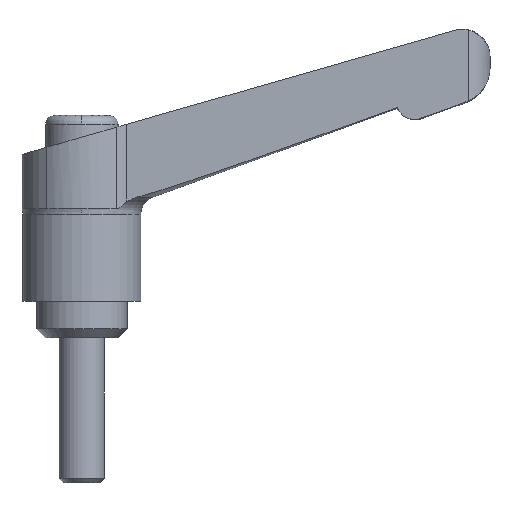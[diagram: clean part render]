
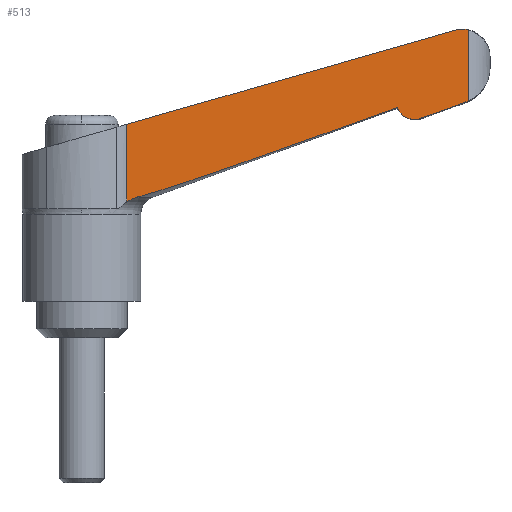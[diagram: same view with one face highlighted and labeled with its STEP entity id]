
A CAD part, top view. The second image highlights one B-rep face of the part: STEP entity #513.
In plain terms, the highlighted planar face has unit normal (0.035, 0, 0.999).
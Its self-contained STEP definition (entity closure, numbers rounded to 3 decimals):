
#265 = EDGE_CURVE( '', #353, #499, #752, .T. );
#287 = EDGE_CURVE( '', #485, #517, #775, .T. );
#353 = VERTEX_POINT( '', #846 );
#485 = VERTEX_POINT( '', #992 );
#499 = VERTEX_POINT( '', #1007 );
#513 = ADVANCED_FACE( '', ( #1022 ), #1023, .F. );
#517 = VERTEX_POINT( '', #1027 );
#521 = VERTEX_POINT( '', #1031 );
#525 = EDGE_CURVE( '', #689, #565, #1035, .T. );
#545 = EDGE_CURVE( '', #353, #517, #1058, .T. );
#555 = EDGE_CURVE( '', #699, #589, #1070, .T. );
#565 = VERTEX_POINT( '', #1081 );
#589 = VERTEX_POINT( '', #1111 );
#631 = EDGE_CURVE( '', #521, #499, #1154, .T. );
#683 = EDGE_CURVE( '', #589, #521, #1214, .T. );
#689 = VERTEX_POINT( '', #1220 );
#699 = VERTEX_POINT( '', #1230 );
#707 = EDGE_CURVE( '', #485, #689, #1238, .T. );
#727 = EDGE_CURVE( '', #565, #699, #1262, .T. );
#752 = LINE( '', #1279, #1280 );
#775 = LINE( '', #1321, #1322 );
#846 = CARTESIAN_POINT( '', ( 41.52, 34.002, 3.701 ) );
#992 = CARTESIAN_POINT( '', ( 42.611, 26.098, 3.662 ) );
#1007 = CARTESIAN_POINT( '', ( 4.96, 23.518, 4.977 ) );
#1022 = FACE_OUTER_BOUND( '', #1702, .T. );
#1023 = PLANE( '', #1703 );
#1027 = CARTESIAN_POINT( '', ( 42.611, 33.919, 3.662 ) );
#1031 = CARTESIAN_POINT( '', ( 4.96, 14.953, 4.977 ) );
#1035 = ( B_SPLINE_CURVE( 2, ( #1720, #1721, #1722 ), .UNSPECIFIED., .F., .F. )B_SPLINE_CURVE_WITH_KNOTS( ( 3, 3 ), ( 0., 5.151 ), .UNSPECIFIED. )RATIONAL_B_SPLINE_CURVE( ( 1., 1.002, 1. ) )BOUNDED_CURVE(  )REPRESENTATION_ITEM( '' )GEOMETRIC_REPRESENTATION_ITEM(  )CURVE(  ) );
#1058 = B_SPLINE_CURVE_WITH_KNOTS( '', 3, ( #1757, #1758, #1759, #1760, #1761, #1762, #1763, #1764, #1765, #1766 ), .UNSPECIFIED., .F., .F., ( 4, 2, 2, 2, 4 ), ( 12.59, 12.819, 13.381, 13.941, 14.115 ), .UNSPECIFIED. );
#1070 = ( B_SPLINE_CURVE( 2, ( #1782, #1783, #1784 ), .UNSPECIFIED., .F., .F. )B_SPLINE_CURVE_WITH_KNOTS( ( 3, 3 ), ( 0., 30.397 ), .UNSPECIFIED. )RATIONAL_B_SPLINE_CURVE( ( 1., 1.349, 1. ) )BOUNDED_CURVE(  )REPRESENTATION_ITEM( '' )GEOMETRIC_REPRESENTATION_ITEM(  )CURVE(  ) );
#1081 = CARTESIAN_POINT( '', ( 37.365, 24.178, 3.846 ) );
#1111 = CARTESIAN_POINT( '', ( 6.056, 15.479, 4.939 ) );
#1154 = LINE( '', #1955, #1956 );
#1214 = B_SPLINE_CURVE_WITH_KNOTS( '', 3, ( #2069, #2070, #2071, #2072, #2073, #2074, #2075, #2076 ), .UNSPECIFIED., .F., .F., ( 4, 2, 2, 4 ), ( 4.101, 4.299, 4.805, 5.256 ), .UNSPECIFIED. );
#1220 = CARTESIAN_POINT( '', ( 42.207, 25.927, 3.677 ) );
#1230 = CARTESIAN_POINT( '', ( 34.777, 25.373, 3.936 ) );
#1238 = B_SPLINE_CURVE_WITH_KNOTS( '', 3, ( #2108, #2109, #2110, #2111, #2112, #2113 ), .UNSPECIFIED., .F., .F., ( 4, 2, 4 ), ( 4.198, 4.45, 4.626 ), .UNSPECIFIED. );
#1262 = B_SPLINE_CURVE_WITH_KNOTS( '', 3, ( #2140, #2141, #2142, #2143, #2144, #2145, #2146, #2147, #2148, #2149, #2150, #2151, #2152, #2153, #2154, #2155, #2156, #2157, #2158, #2159 ), .UNSPECIFIED., .F., .F., ( 4, 2, 2, 2, 2, 2, 2, 2, 2, 4 ), ( 2.315, 2.601, 2.976, 3.351, 3.726, 4.1, 4.473, 4.844, 5.215, 5.298 ), .UNSPECIFIED. );
#1279 = CARTESIAN_POINT( '', ( -4.505, 20.804, 5.308 ) );
#1280 = VECTOR( '', #2172, 1. );
#1321 = CARTESIAN_POINT( '', ( 42.611, 0., 3.662 ) );
#1322 = VECTOR( '', #2199, 1. );
#1702 = EDGE_LOOP( '', ( #2490, #2491, #2492, #2493, #2494, #2495, #2496, #2497, #2498 ) );
#1703 = AXIS2_PLACEMENT_3D( '', #2499, #2500, #2501 );
#1720 = CARTESIAN_POINT( '', ( 42.207, 25.927, 3.677 ) );
#1721 = CARTESIAN_POINT( '', ( 39.641, 24.999, 3.766 ) );
#1722 = CARTESIAN_POINT( '', ( 37.365, 24.178, 3.846 ) );
#1757 = CARTESIAN_POINT( '', ( 41.004, 33.903, 3.719 ) );
#1758 = CARTESIAN_POINT( '', ( 41.083, 33.925, 3.716 ) );
#1759 = CARTESIAN_POINT( '', ( 41.164, 33.945, 3.713 ) );
#1760 = CARTESIAN_POINT( '', ( 41.446, 34.001, 3.703 ) );
#1761 = CARTESIAN_POINT( '', ( 41.65, 34.019, 3.696 ) );
#1762 = CARTESIAN_POINT( '', ( 42.023, 34.019, 3.683 ) );
#1763 = CARTESIAN_POINT( '', ( 42.227, 34.001, 3.676 ) );
#1764 = CARTESIAN_POINT( '', ( 42.489, 33.949, 3.667 ) );
#1765 = CARTESIAN_POINT( '', ( 42.55, 33.935, 3.665 ) );
#1766 = CARTESIAN_POINT( '', ( 42.611, 33.919, 3.662 ) );
#1782 = CARTESIAN_POINT( '', ( 34.777, 25.373, 3.936 ) );
#1783 = CARTESIAN_POINT( '', ( 11.299, 16.916, 4.756 ) );
#1784 = CARTESIAN_POINT( '', ( 6.056, 15.479, 4.939 ) );
#1955 = CARTESIAN_POINT( '', ( 4.96, 0., 4.977 ) );
#1956 = VECTOR( '', #2643, 1. );
#2069 = CARTESIAN_POINT( '', ( 6.056, 15.479, 4.939 ) );
#2070 = CARTESIAN_POINT( '', ( 5.989, 15.461, 4.941 ) );
#2071 = CARTESIAN_POINT( '', ( 5.924, 15.44, 4.944 ) );
#2072 = CARTESIAN_POINT( '', ( 5.701, 15.365, 4.951 ) );
#2073 = CARTESIAN_POINT( '', ( 5.53, 15.294, 4.957 ) );
#2074 = CARTESIAN_POINT( '', ( 5.222, 15.132, 4.968 ) );
#2075 = CARTESIAN_POINT( '', ( 5.083, 15.044, 4.973 ) );
#2076 = CARTESIAN_POINT( '', ( 4.96, 14.953, 4.977 ) );
#2108 = CARTESIAN_POINT( '', ( 42.611, 26.098, 3.662 ) );
#2109 = CARTESIAN_POINT( '', ( 42.532, 26.059, 3.665 ) );
#2110 = CARTESIAN_POINT( '', ( 42.453, 26.024, 3.668 ) );
#2111 = CARTESIAN_POINT( '', ( 42.321, 25.969, 3.673 ) );
#2112 = CARTESIAN_POINT( '', ( 42.265, 25.947, 3.675 ) );
#2113 = CARTESIAN_POINT( '', ( 42.207, 25.927, 3.677 ) );
#2140 = CARTESIAN_POINT( '', ( 37.365, 24.178, 3.846 ) );
#2141 = CARTESIAN_POINT( '', ( 37.272, 24.144, 3.849 ) );
#2142 = CARTESIAN_POINT( '', ( 37.172, 24.116, 3.852 ) );
#2143 = CARTESIAN_POINT( '', ( 36.936, 24.069, 3.861 ) );
#2144 = CARTESIAN_POINT( '', ( 36.8, 24.057, 3.865 ) );
#2145 = CARTESIAN_POINT( '', ( 36.55, 24.057, 3.874 ) );
#2146 = CARTESIAN_POINT( '', ( 36.413, 24.069, 3.879 ) );
#2147 = CARTESIAN_POINT( '', ( 36.146, 24.122, 3.888 ) );
#2148 = CARTESIAN_POINT( '', ( 36.015, 24.163, 3.893 ) );
#2149 = CARTESIAN_POINT( '', ( 35.784, 24.258, 3.901 ) );
#2150 = CARTESIAN_POINT( '', ( 35.663, 24.321, 3.905 ) );
#2151 = CARTESIAN_POINT( '', ( 35.437, 24.471, 3.913 ) );
#2152 = CARTESIAN_POINT( '', ( 35.332, 24.558, 3.917 ) );
#2153 = CARTESIAN_POINT( '', ( 35.156, 24.733, 3.923 ) );
#2154 = CARTESIAN_POINT( '', ( 35.069, 24.837, 3.926 ) );
#2155 = CARTESIAN_POINT( '', ( 34.919, 25.061, 3.931 ) );
#2156 = CARTESIAN_POINT( '', ( 34.855, 25.181, 3.933 ) );
#2157 = CARTESIAN_POINT( '', ( 34.797, 25.32, 3.935 ) );
#2158 = CARTESIAN_POINT( '', ( 34.787, 25.346, 3.936 ) );
#2159 = CARTESIAN_POINT( '', ( 34.777, 25.373, 3.936 ) );
#2172 = DIRECTION( '', ( -0.961, -0.275, 0.034 ) );
#2199 = DIRECTION( '', ( 0., 1., 0. ) );
#2490 = ORIENTED_EDGE( '', *, *, #265, .T. );
#2491 = ORIENTED_EDGE( '', *, *, #631, .F. );
#2492 = ORIENTED_EDGE( '', *, *, #683, .F. );
#2493 = ORIENTED_EDGE( '', *, *, #555, .F. );
#2494 = ORIENTED_EDGE( '', *, *, #727, .F. );
#2495 = ORIENTED_EDGE( '', *, *, #525, .F. );
#2496 = ORIENTED_EDGE( '', *, *, #707, .F. );
#2497 = ORIENTED_EDGE( '', *, *, #287, .T. );
#2498 = ORIENTED_EDGE( '', *, *, #545, .F. );
#2499 = CARTESIAN_POINT( '', ( 4.96, 0., 4.977 ) );
#2500 = DIRECTION( '', ( -0.035, 0., -0.999 ) );
#2501 = DIRECTION( '', ( -0.999, 0., 0.035 ) );
#2643 = DIRECTION( '', ( 0., 1., 0. ) );
